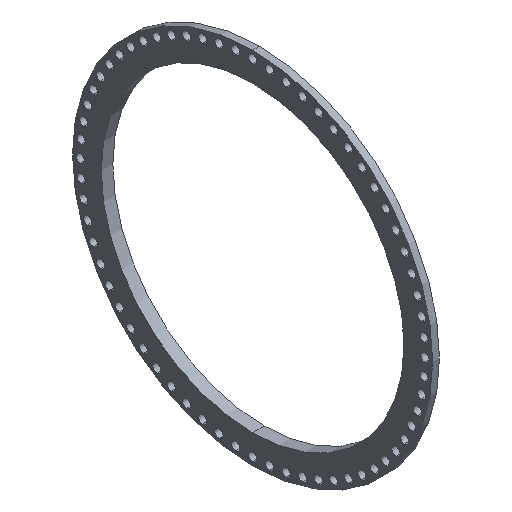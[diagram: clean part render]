
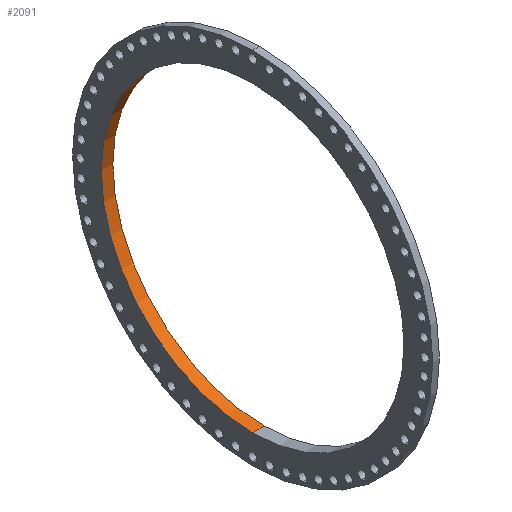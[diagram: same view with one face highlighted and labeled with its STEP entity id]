
A CAD part, isometric view. The second image highlights one B-rep face of the part: STEP entity #2091.
In plain terms, the highlighted cylindrical face has radius 992.981 mm (diameter 1985.96 mm), a partial arc.
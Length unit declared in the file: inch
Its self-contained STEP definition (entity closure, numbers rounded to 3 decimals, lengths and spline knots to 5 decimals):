
#59 = FACE_OUTER_BOUND ( 'NONE', #4528, .T. ) ;
#147 = CARTESIAN_POINT ( 'NONE',  ( 2.86236, 0., 39.09375 ) ) ;
#447 = LINE ( 'NONE', #2435, #1071 ) ;
#664 = DIRECTION ( 'NONE',  ( 0., 0., 1. ) ) ;
#716 = EDGE_CURVE ( 'NONE', #1845, #1948, #447, .T. ) ;
#1040 = CARTESIAN_POINT ( 'NONE',  ( -0.13764, 0., 39.09375 ) ) ;
#1071 = VECTOR ( 'NONE', #4399, 39.37008 ) ;
#1163 = AXIS2_PLACEMENT_3D ( 'NONE', #4640, #4192, #664 ) ;
#1298 = CARTESIAN_POINT ( 'NONE',  ( 2.86236, 0., -39.09375 ) ) ;
#1413 = CIRCLE ( 'NONE', #1163, 39.09375 ) ;
#1569 = CYLINDRICAL_SURFACE ( 'NONE', #4475, 39.09375 ) ;
#1597 = DIRECTION ( 'NONE',  ( 0., 0., 1. ) ) ;
#1845 = VERTEX_POINT ( 'NONE', #1298 ) ;
#1897 = EDGE_CURVE ( 'NONE', #2328, #1948, #1413, .T. ) ;
#1948 = VERTEX_POINT ( 'NONE', #2676 ) ;
#2091 = ADVANCED_FACE ( 'NONE', ( #59 ), #1569, .F. ) ;
#2132 = ORIENTED_EDGE ( 'NONE', *, *, #716, .F. ) ;
#2234 = VECTOR ( 'NONE', #4113, 39.37008 ) ;
#2328 = VERTEX_POINT ( 'NONE', #1040 ) ;
#2425 = ORIENTED_EDGE ( 'NONE', *, *, #3506, .F. ) ;
#2435 = CARTESIAN_POINT ( 'NONE',  ( 0., 0., -39.09375 ) ) ;
#2676 = CARTESIAN_POINT ( 'NONE',  ( -0.13764, 0., -39.09375 ) ) ;
#2791 = CARTESIAN_POINT ( 'NONE',  ( 2.86236, 0., 0. ) ) ;
#3158 = EDGE_CURVE ( 'NONE', #4540, #2328, #4092, .T. ) ;
#3202 = DIRECTION ( 'NONE',  ( -1., 0., 0. ) ) ;
#3203 = ORIENTED_EDGE ( 'NONE', *, *, #1897, .T. ) ;
#3506 = EDGE_CURVE ( 'NONE', #4540, #1845, #3556, .T. ) ;
#3556 = CIRCLE ( 'NONE', #4226, 39.09375 ) ;
#3957 = DIRECTION ( 'NONE',  ( -1., 0., 0. ) ) ;
#4092 = LINE ( 'NONE', #4872, #2234 ) ;
#4113 = DIRECTION ( 'NONE',  ( -1., 0., 0. ) ) ;
#4192 = DIRECTION ( 'NONE',  ( -1., 0., 0. ) ) ;
#4226 = AXIS2_PLACEMENT_3D ( 'NONE', #2791, #3957, #4708 ) ;
#4399 = DIRECTION ( 'NONE',  ( -1., 0., 0. ) ) ;
#4475 = AXIS2_PLACEMENT_3D ( 'NONE', #5104, #3202, #1597 ) ;
#4528 = EDGE_LOOP ( 'NONE', ( #2132, #2425, #4912, #3203 ) ) ;
#4540 = VERTEX_POINT ( 'NONE', #147 ) ;
#4640 = CARTESIAN_POINT ( 'NONE',  ( -0.13764, 0., 0. ) ) ;
#4708 = DIRECTION ( 'NONE',  ( 0., 0., 1. ) ) ;
#4872 = CARTESIAN_POINT ( 'NONE',  ( 0., 0., 39.09375 ) ) ;
#4912 = ORIENTED_EDGE ( 'NONE', *, *, #3158, .T. ) ;
#5104 = CARTESIAN_POINT ( 'NONE',  ( 0., 0., 0. ) ) ;
